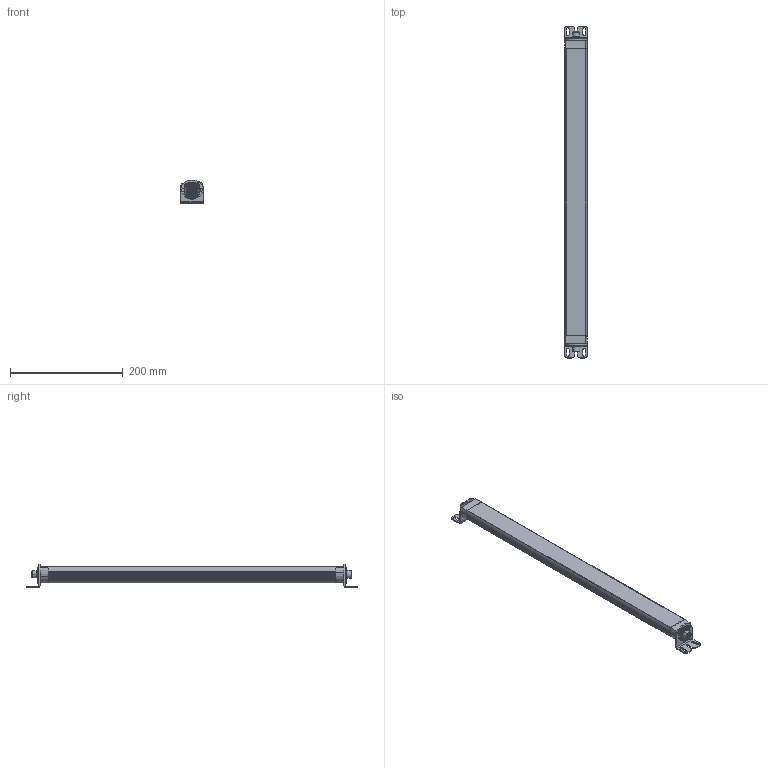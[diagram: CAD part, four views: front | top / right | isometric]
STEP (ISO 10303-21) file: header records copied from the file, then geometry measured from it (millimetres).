
FILE_DESCRIPTION(('CATIA V5 STEP Exchange','CAx-IF Rec.Pracs.--- Model Styling and Organization---1.4--- 2014-01-23'),'2;1');
FILE_NAME ('1483003-1_0', '2022-11-03T10:47:02+00:00', ('none'), ('Weidmueller'), 'CATIA Version 5-6 Release 2016 SP3 HF44', 'CATIA V5 STEP AP214', 'none');
FILE_SCHEMA(('AUTOMOTIVE_DESIGN { 1 0 10303 214 1 1 1 1 }'));
Products named in the file (1): 2899260000
Bounding box: 40.11 x 590 x 42 mm (x, y, z)
Volume: 484972 mm3; surface area: 132329.5 mm2
Topology: 10 solids, 10 shells, 1466 faces, 4215 edges, 2729 vertices
Faces by surface type: cylinder 610, plane 464, cone 194, bspline 116, torus 66, sphere 16
Entity records: 51699 total; most frequent: CARTESIAN_POINT 16399, ORIENTED_EDGE 8314, DIRECTION 5629, EDGE_CURVE 4157, AXIS2_PLACEMENT_3D 2873, VERTEX_POINT 2729, EDGE_LOOP 1584, CIRCLE 1552
